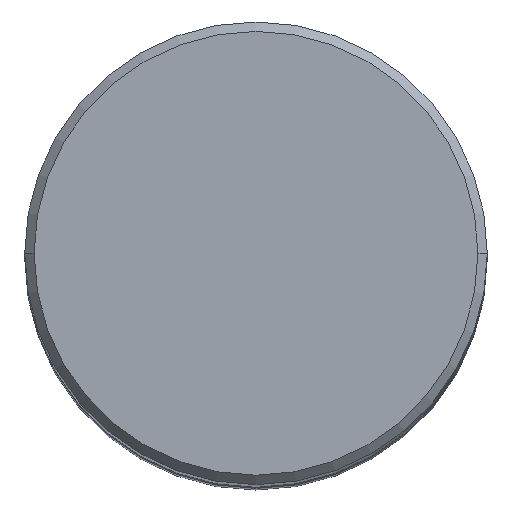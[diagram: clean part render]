
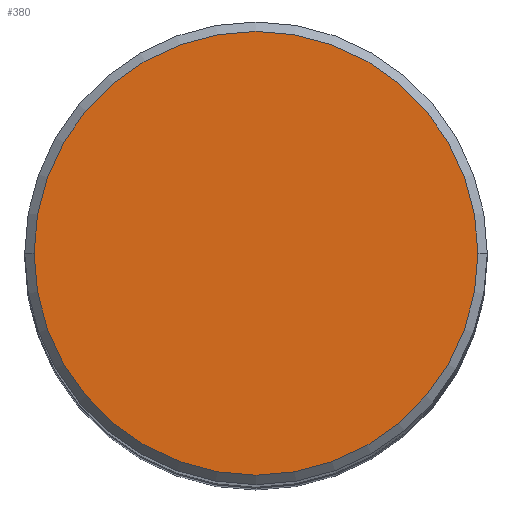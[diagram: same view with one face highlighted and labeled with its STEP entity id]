
A CAD part, top view. The second image highlights one B-rep face of the part: STEP entity #380.
In plain terms, the highlighted planar face has unit normal (0, 0, 1).
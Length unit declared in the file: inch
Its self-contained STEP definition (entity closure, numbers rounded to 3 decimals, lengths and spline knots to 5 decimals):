
#2 = DIRECTION ( 'NONE',  ( 0., 0., 1. ) ) ;
#6 = AXIS2_PLACEMENT_3D ( 'NONE', #147, #2, #260 ) ;
#27 = PLANE ( 'NONE',  #41 ) ;
#30 = CARTESIAN_POINT ( 'NONE',  ( -0.47215, 0., 0. ) ) ;
#41 = AXIS2_PLACEMENT_3D ( 'NONE', #543, #488, #328 ) ;
#79 = EDGE_CURVE ( 'NONE', #342, #452, #517, .T. ) ;
#83 = DIRECTION ( 'NONE',  ( 1., 0., 0. ) ) ;
#95 = DIRECTION ( 'NONE',  ( 0., 0., 1. ) ) ;
#147 = CARTESIAN_POINT ( 'NONE',  ( 0., 0., 0. ) ) ;
#170 = ORIENTED_EDGE ( 'NONE', *, *, #513, .T. ) ;
#183 = ORIENTED_EDGE ( 'NONE', *, *, #79, .T. ) ;
#260 = DIRECTION ( 'NONE',  ( 1., 0., 0. ) ) ;
#287 = EDGE_LOOP ( 'NONE', ( #170, #183 ) ) ;
#305 = CARTESIAN_POINT ( 'NONE',  ( 0., 0., 0. ) ) ;
#316 = CARTESIAN_POINT ( 'NONE',  ( 0.47215, 0., 0. ) ) ;
#324 = FACE_OUTER_BOUND ( 'NONE', #287, .T. ) ;
#328 = DIRECTION ( 'NONE',  ( -1., 0., 0. ) ) ;
#342 = VERTEX_POINT ( 'NONE', #316 ) ;
#380 = ADVANCED_FACE ( 'NONE', ( #324 ), #27, .F. ) ;
#444 = CIRCLE ( 'NONE', #528, 0.47215 ) ;
#452 = VERTEX_POINT ( 'NONE', #30 ) ;
#488 = DIRECTION ( 'NONE',  ( 0., 0., -1. ) ) ;
#513 = EDGE_CURVE ( 'NONE', #452, #342, #444, .T. ) ;
#517 = CIRCLE ( 'NONE', #6, 0.47215 ) ;
#528 = AXIS2_PLACEMENT_3D ( 'NONE', #305, #95, #83 ) ;
#543 = CARTESIAN_POINT ( 'NONE',  ( 0., 0.47215, 0. ) ) ;
